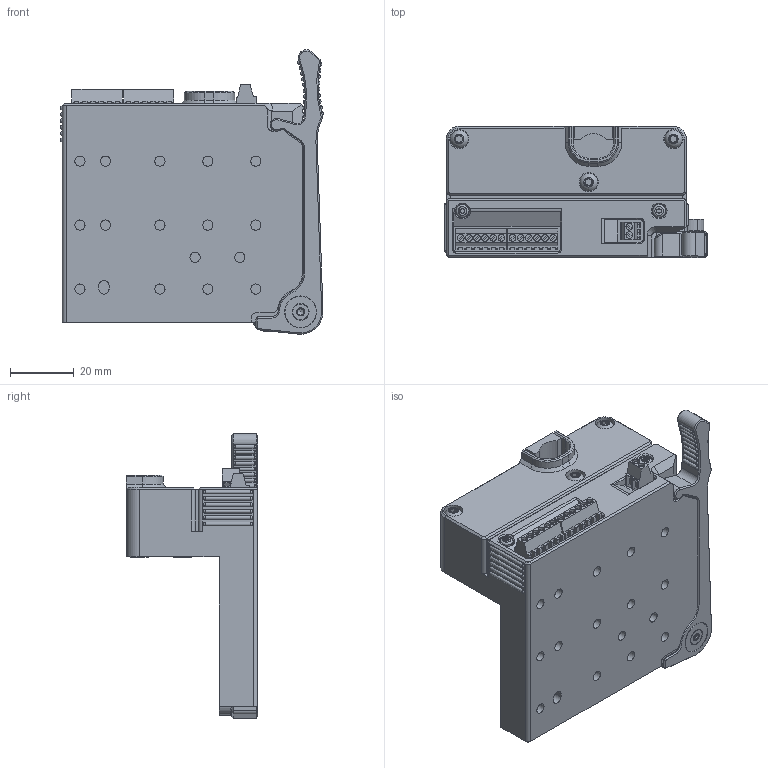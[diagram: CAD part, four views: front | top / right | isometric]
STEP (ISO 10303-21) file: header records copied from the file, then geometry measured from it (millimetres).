
FILE_DESCRIPTION(/* description */ (''),/* implementation_level */ '2;1');
FILE_NAME(/* name */ 'Mutant_Dummy v1.step',/* time_stamp */ '2020-06-03T18:01:07+01:00',/* author */ (''),/* organization */ (''),/* preprocessor_version */ 'ST-DEVELOPER v18.1',/* originating_system */ 'Autodesk Translation Framework v9.3.0.1241',/* authorisation */ '');
FILE_SCHEMA (('AUTOMOTIVE_DESIGN { 1 0 10303 214 3 1 1 }'));
Length unit declared in the file: millimetre
Products named in the file (3): Mutant_Dummy; Fixed_Plate_ASSM; Dummy_Mutant
Assembly tree (2 placements, depth 3):
  Mutant_Dummy
    Fixed_Plate_ASSM
      Dummy_Mutant
Bounding box: 82.28 x 41 x 88.98 mm (x, y, z)
Volume: 110888.2 mm3; surface area: 24448.1 mm2
Topology: 1 solids, 3 shells, 851 faces, 2164 edges, 1383 vertices
Faces by surface type: plane 465, cylinder 198, cone 79, sphere 57, bspline 47, torus 5
Full cylindrical faces by diameter (mm): 2.1 x14, 2.52 x1, 3.2 x20, 4 x2, 4.2 x2, 5 x1, 5.3 x1, 5.56 x3, 5.7 x3, 6 x3, 9.8 x1, 10 x1
Entity records: 29989 total; most frequent: CARTESIAN_POINT 9512, ORIENTED_EDGE 4278, DIRECTION 4181, EDGE_CURVE 2139, AXIS2_PLACEMENT_3D 1426, VERTEX_POINT 1383, LINE 1329, VECTOR 1329
